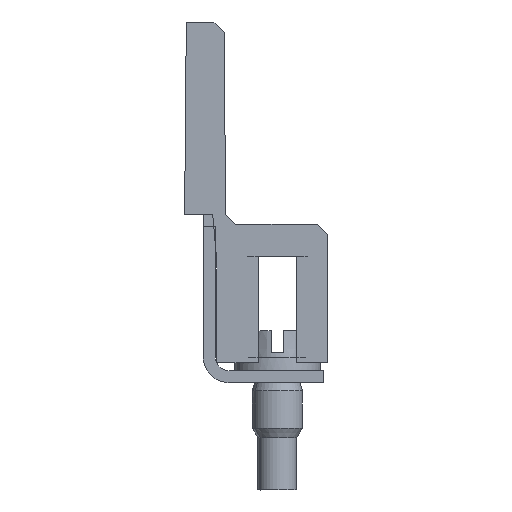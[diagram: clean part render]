
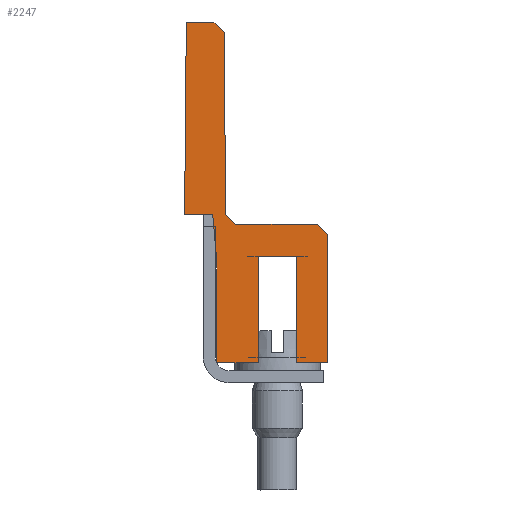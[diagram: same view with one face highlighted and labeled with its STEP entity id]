
A CAD part, left-side view. The second image highlights one B-rep face of the part: STEP entity #2247.
In plain terms, the highlighted planar face has unit normal (-1, 0, 0).
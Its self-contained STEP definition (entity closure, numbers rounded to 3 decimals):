
#2207=AXIS2_PLACEMENT_3D('Plane Axis2P3D',#2204,#2205,#2206) ;
#210=CARTESIAN_POINT('Vertex',(0.163,5.154,22.852)) ;
#213=CARTESIAN_POINT('Line Origine',(0.163,5.115,18.305)) ;
#217=CARTESIAN_POINT('Vertex',(0.163,5.075,13.757)) ;
#985=CARTESIAN_POINT('Vertex',(0.163,4.575,13.257)) ;
#988=CARTESIAN_POINT('Line Origine',(0.163,4.825,13.507)) ;
#1009=CARTESIAN_POINT('Vertex',(0.162,0.5,13.257)) ;
#1012=CARTESIAN_POINT('Line Origine',(0.163,2.538,13.257)) ;
#1051=CARTESIAN_POINT('Vertex',(0.163,0.,12.757)) ;
#1054=CARTESIAN_POINT('Line Origine',(0.162,0.25,13.007)) ;
#1071=CARTESIAN_POINT('Line Origine',(0.163,0.,9.557)) ;
#1075=CARTESIAN_POINT('Vertex',(0.163,0.,6.357)) ;
#1095=CARTESIAN_POINT('Line Origine',(0.163,0.778,6.357)) ;
#1099=CARTESIAN_POINT('Vertex',(0.163,1.557,6.357)) ;
#1123=CARTESIAN_POINT('Vertex',(0.163,1.557,11.657)) ;
#1126=CARTESIAN_POINT('Line Origine',(0.163,1.557,9.007)) ;
#1143=CARTESIAN_POINT('Line Origine',(0.163,2.5,11.657)) ;
#1147=CARTESIAN_POINT('Vertex',(0.163,3.443,11.657)) ;
#1180=CARTESIAN_POINT('Line Origine',(0.163,3.443,9.007)) ;
#1184=CARTESIAN_POINT('Vertex',(0.163,3.443,6.357)) ;
#1199=CARTESIAN_POINT('Line Origine',(0.163,4.484,6.357)) ;
#1203=CARTESIAN_POINT('Vertex',(0.163,5.525,6.357)) ;
#1227=CARTESIAN_POINT('Vertex',(0.163,5.525,11.482)) ;
#1230=CARTESIAN_POINT('Line Origine',(0.163,5.525,8.919)) ;
#1251=CARTESIAN_POINT('Vertex',(0.163,5.724,13.754)) ;
#1254=CARTESIAN_POINT('Line Origine',(0.163,5.624,12.618)) ;
#1271=CARTESIAN_POINT('Line Origine',(0.163,5.724,13.755)) ;
#1275=CARTESIAN_POINT('Vertex',(0.163,5.724,13.757)) ;
#2184=CARTESIAN_POINT('Vertex',(0.163,5.659,23.357)) ;
#2187=CARTESIAN_POINT('Line Origine',(0.162,5.407,23.105)) ;
#2204=CARTESIAN_POINT('Axis2P3D Location',(0.163,2.5,6.357)) ;
#2209=CARTESIAN_POINT('Line Origine',(0.163,6.424,13.757)) ;
#2213=CARTESIAN_POINT('Vertex',(0.163,7.125,13.757)) ;
#2216=CARTESIAN_POINT('Line Origine',(0.163,6.35,23.357)) ;
#2220=CARTESIAN_POINT('Vertex',(0.163,7.041,23.357)) ;
#2223=CARTESIAN_POINT('Line Origine',(0.163,7.083,18.557)) ;
#214=DIRECTION('Vector Direction',(0.,-0.009,-1.)) ;
#989=DIRECTION('Vector Direction',(0.,0.707,0.707)) ;
#1013=DIRECTION('Vector Direction',(0.,-1.,0.)) ;
#1055=DIRECTION('Vector Direction',(0.,-0.707,-0.707)) ;
#1072=DIRECTION('Vector Direction',(0.,0.,-1.)) ;
#1096=DIRECTION('Vector Direction',(0.,-1.,0.)) ;
#1127=DIRECTION('Vector Direction',(0.,0.,-1.)) ;
#1144=DIRECTION('Vector Direction',(0.,-1.,0.)) ;
#1181=DIRECTION('Vector Direction',(0.,0.,-1.)) ;
#1200=DIRECTION('Vector Direction',(0.,-1.,0.)) ;
#1231=DIRECTION('Vector Direction',(0.,0.,-1.)) ;
#1255=DIRECTION('Vector Direction',(0.,-0.087,-0.996)) ;
#1272=DIRECTION('Vector Direction',(0.,0.,-1.)) ;
#2188=DIRECTION('Vector Direction',(0.,-0.707,-0.707)) ;
#2205=DIRECTION('Axis2P3D Direction',(-1.,0.,0.)) ;
#2206=DIRECTION('Axis2P3D XDirection',(0.,-1.,0.)) ;
#2210=DIRECTION('Vector Direction',(0.,-1.,0.)) ;
#2217=DIRECTION('Vector Direction',(0.,-1.,0.)) ;
#2224=DIRECTION('Vector Direction',(0.,0.009,-1.)) ;
#215=VECTOR('Line Direction',#214,1.) ;
#990=VECTOR('Line Direction',#989,1.) ;
#1014=VECTOR('Line Direction',#1013,1.) ;
#1056=VECTOR('Line Direction',#1055,1.) ;
#1073=VECTOR('Line Direction',#1072,1.) ;
#1097=VECTOR('Line Direction',#1096,1.) ;
#1128=VECTOR('Line Direction',#1127,1.) ;
#1145=VECTOR('Line Direction',#1144,1.) ;
#1182=VECTOR('Line Direction',#1181,1.) ;
#1201=VECTOR('Line Direction',#1200,1.) ;
#1232=VECTOR('Line Direction',#1231,1.) ;
#1256=VECTOR('Line Direction',#1255,1.) ;
#1273=VECTOR('Line Direction',#1272,1.) ;
#2189=VECTOR('Line Direction',#2188,1.) ;
#2211=VECTOR('Line Direction',#2210,1.) ;
#2218=VECTOR('Line Direction',#2217,1.) ;
#2225=VECTOR('Line Direction',#2224,1.) ;
#2229=ORIENTED_EDGE('',*,*,#2215,.T.) ;
#2230=ORIENTED_EDGE('',*,*,#1277,.T.) ;
#2231=ORIENTED_EDGE('',*,*,#1258,.T.) ;
#2232=ORIENTED_EDGE('',*,*,#1234,.T.) ;
#2233=ORIENTED_EDGE('',*,*,#1205,.T.) ;
#2234=ORIENTED_EDGE('',*,*,#1186,.T.) ;
#2235=ORIENTED_EDGE('',*,*,#1149,.T.) ;
#2236=ORIENTED_EDGE('',*,*,#1130,.F.) ;
#2237=ORIENTED_EDGE('',*,*,#1101,.T.) ;
#2238=ORIENTED_EDGE('',*,*,#1077,.T.) ;
#2239=ORIENTED_EDGE('',*,*,#1058,.F.) ;
#2240=ORIENTED_EDGE('',*,*,#1016,.T.) ;
#2241=ORIENTED_EDGE('',*,*,#992,.T.) ;
#2242=ORIENTED_EDGE('',*,*,#219,.T.) ;
#2243=ORIENTED_EDGE('',*,*,#2191,.F.) ;
#2244=ORIENTED_EDGE('',*,*,#2222,.T.) ;
#2245=ORIENTED_EDGE('',*,*,#2227,.T.) ;
#2247=ADVANCED_FACE('KU_WQV2.5/20',(#2246),#2208,.T.) ;
#219=EDGE_CURVE('',#218,#211,#216,.F.) ;
#992=EDGE_CURVE('',#986,#218,#991,.T.) ;
#1016=EDGE_CURVE('',#1010,#986,#1015,.F.) ;
#1058=EDGE_CURVE('',#1010,#1052,#1057,.T.) ;
#1077=EDGE_CURVE('',#1076,#1052,#1074,.F.) ;
#1101=EDGE_CURVE('',#1100,#1076,#1098,.T.) ;
#1130=EDGE_CURVE('',#1100,#1124,#1129,.F.) ;
#1149=EDGE_CURVE('',#1148,#1124,#1146,.T.) ;
#1186=EDGE_CURVE('',#1185,#1148,#1183,.F.) ;
#1205=EDGE_CURVE('',#1204,#1185,#1202,.T.) ;
#1234=EDGE_CURVE('',#1228,#1204,#1233,.T.) ;
#1258=EDGE_CURVE('',#1252,#1228,#1257,.T.) ;
#1277=EDGE_CURVE('',#1276,#1252,#1274,.T.) ;
#2191=EDGE_CURVE('',#2185,#211,#2190,.T.) ;
#2215=EDGE_CURVE('',#2214,#1276,#2212,.T.) ;
#2222=EDGE_CURVE('',#2185,#2221,#2219,.F.) ;
#2227=EDGE_CURVE('',#2221,#2214,#2226,.T.) ;
#2228=EDGE_LOOP('',(#2229,#2230,#2231,#2232,#2233,#2234,#2235,#2236,#2237,#2238,#2239,#2240,#2241,#2242,#2243,#2244,#2245)) ;
#2246=FACE_OUTER_BOUND('',#2228,.T.) ;
#216=LINE('Line',#213,#215) ;
#991=LINE('Line',#988,#990) ;
#1015=LINE('Line',#1012,#1014) ;
#1057=LINE('Line',#1054,#1056) ;
#1074=LINE('Line',#1071,#1073) ;
#1098=LINE('Line',#1095,#1097) ;
#1129=LINE('Line',#1126,#1128) ;
#1146=LINE('Line',#1143,#1145) ;
#1183=LINE('Line',#1180,#1182) ;
#1202=LINE('Line',#1199,#1201) ;
#1233=LINE('Line',#1230,#1232) ;
#1257=LINE('Line',#1254,#1256) ;
#1274=LINE('Line',#1271,#1273) ;
#2190=LINE('Line',#2187,#2189) ;
#2212=LINE('Line',#2209,#2211) ;
#2219=LINE('Line',#2216,#2218) ;
#2226=LINE('Line',#2223,#2225) ;
#2208=PLANE('',#2207) ;
#211=VERTEX_POINT('',#210) ;
#218=VERTEX_POINT('',#217) ;
#986=VERTEX_POINT('',#985) ;
#1010=VERTEX_POINT('',#1009) ;
#1052=VERTEX_POINT('',#1051) ;
#1076=VERTEX_POINT('',#1075) ;
#1100=VERTEX_POINT('',#1099) ;
#1124=VERTEX_POINT('',#1123) ;
#1148=VERTEX_POINT('',#1147) ;
#1185=VERTEX_POINT('',#1184) ;
#1204=VERTEX_POINT('',#1203) ;
#1228=VERTEX_POINT('',#1227) ;
#1252=VERTEX_POINT('',#1251) ;
#1276=VERTEX_POINT('',#1275) ;
#2185=VERTEX_POINT('',#2184) ;
#2214=VERTEX_POINT('',#2213) ;
#2221=VERTEX_POINT('',#2220) ;
